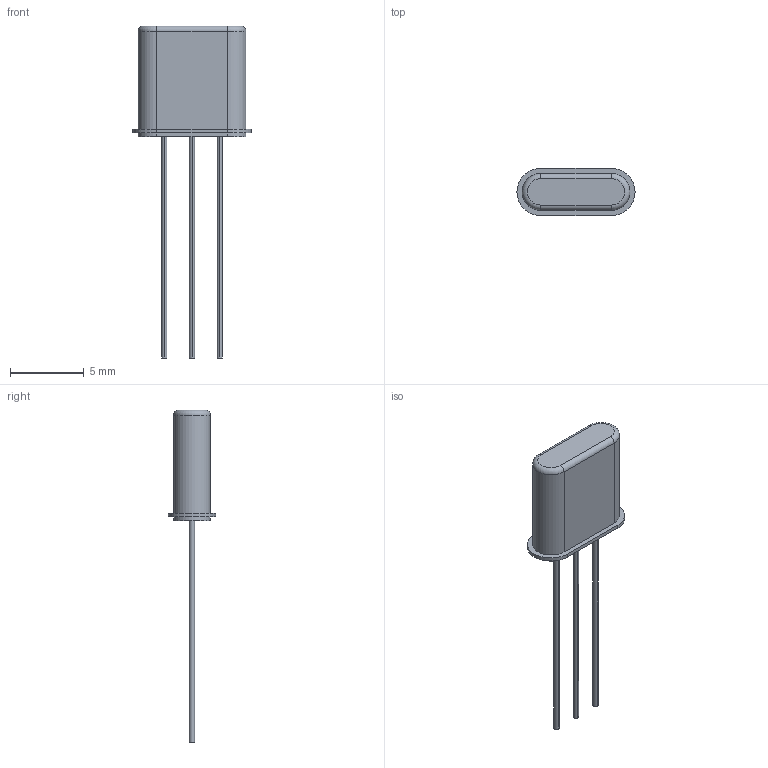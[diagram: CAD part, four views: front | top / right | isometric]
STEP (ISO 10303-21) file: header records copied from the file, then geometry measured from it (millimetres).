
FILE_DESCRIPTION(('FreeCAD Model'),'2;1');
FILE_NAME('Open CASCADE Shape Model','2022-07-30T20:12:15',( 'kicad StepUp'),('ksu MCAD'),'Open CASCADE STEP processor 7.5', 'FreeCAD','Unknown');
FILE_SCHEMA(('AUTOMOTIVE_DESIGN { 1 0 10303 214 1 1 1 1 }'));
Length unit declared in the file: millimetre
Products named in the file (7): UM-007; UM-1; UM-002; UM-003; UM-004; UM-005; UM-006
Assembly tree (6 placements, depth 2):
  UM-007
    UM-1
    UM-002
    UM-003
    UM-004
    UM-005
    UM-006
Bounding box: 8 x 3.2 x 22.5 mm (x, y, z)
Volume: 46.4 mm3; surface area: 367.9 mm2
Topology: 6 solids, 6 shells, 60 faces, 124 edges, 80 vertices
Faces by surface type: cylinder 32, plane 24, torus 4
Entity records: 1800 total; most frequent: DIRECTION 326, CARTESIAN_POINT 271, ORIENTED_EDGE 248, AXIS2_PLACEMENT_3D 135, EDGE_CURVE 124, VERTEX_POINT 80, FACE_BOUND 72, EDGE_LOOP 72
